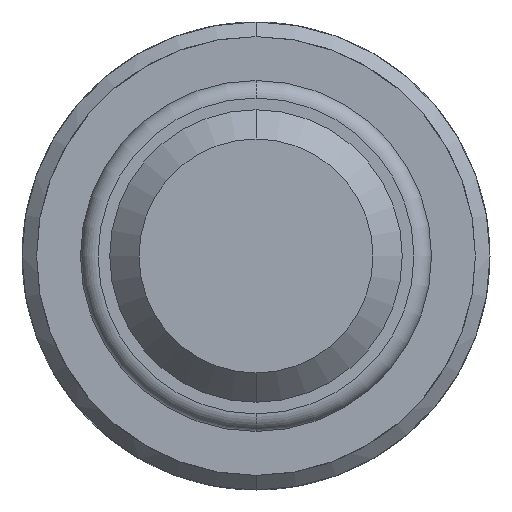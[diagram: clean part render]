
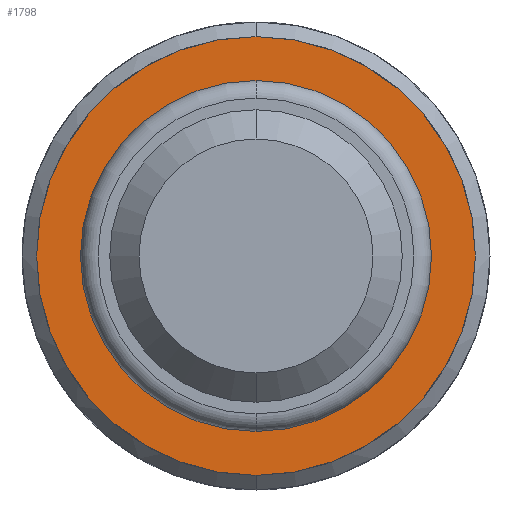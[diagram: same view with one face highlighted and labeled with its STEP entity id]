
A CAD part, front view. The second image highlights one B-rep face of the part: STEP entity #1798.
In plain terms, the highlighted planar face has unit normal (0, -1, 0).
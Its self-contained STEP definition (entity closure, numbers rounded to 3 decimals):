
#19 = DIRECTION ( 'NONE',  ( 0., -1., 0. ) ) ;
#159 = VERTEX_POINT ( 'NONE', #7146 ) ;
#270 = DIRECTION ( 'NONE',  ( 0., -1., 0. ) ) ;
#297 = CIRCLE ( 'NONE', #4179, 1.875 ) ;
#427 = ORIENTED_EDGE ( 'NONE', *, *, #4509, .T. ) ;
#619 = EDGE_LOOP ( 'NONE', ( #427, #6680 ) ) ;
#628 = CARTESIAN_POINT ( 'NONE',  ( 0., 20., 0. ) ) ;
#1025 = CARTESIAN_POINT ( 'NONE',  ( 0., 20., -1.5 ) ) ;
#1191 = CARTESIAN_POINT ( 'NONE',  ( 0., 20., 1.875 ) ) ;
#1392 = PLANE ( 'NONE',  #6781 ) ;
#1445 = ORIENTED_EDGE ( 'NONE', *, *, #3845, .F. ) ;
#1567 = VERTEX_POINT ( 'NONE', #1191 ) ;
#1605 = VERTEX_POINT ( 'NONE', #4056 ) ;
#1697 = CARTESIAN_POINT ( 'NONE',  ( 0., 20., 0. ) ) ;
#1795 = DIRECTION ( 'NONE',  ( 0., 0., -1. ) ) ;
#1798 = ADVANCED_FACE ( 'Defeature ausgef�hrt3_105', ( #5446, #3905 ), #1392, .T. ) ;
#1959 = CARTESIAN_POINT ( 'NONE',  ( 1.5, 20., 0. ) ) ;
#2296 = DIRECTION ( 'NONE',  ( 0., -1., 0. ) ) ;
#2485 = VERTEX_POINT ( 'NONE', #1025 ) ;
#2551 = ORIENTED_EDGE ( 'NONE', *, *, #4351, .F. ) ;
#3447 = CARTESIAN_POINT ( 'NONE',  ( 0., 20., 0. ) ) ;
#3683 = CIRCLE ( 'NONE', #5232, 1.875 ) ;
#3754 = AXIS2_PLACEMENT_3D ( 'NONE', #3447, #2296, #1795 ) ;
#3845 = EDGE_CURVE ( 'Defeature ausgef�hrt3_104+Defeature ausgef�hrt3_105+Defeature ausgef�hrt3_105+Defeature ausgef�hrt3_105', #2485, #1605, #6385, .T. ) ;
#3905 = FACE_BOUND ( 'NONE', #5374, .T. ) ;
#3921 = EDGE_CURVE ( 'Defeature ausgef�hrt3_105+Defeature ausgef�hrt3_106+Defeature ausgef�hrt3_106+Defeature ausgef�hrt3_106', #1567, #159, #3683, .T. ) ;
#4056 = CARTESIAN_POINT ( 'NONE',  ( 0., 20., 1.5 ) ) ;
#4179 = AXIS2_PLACEMENT_3D ( 'NONE', #6746, #19, #4461 ) ;
#4351 = EDGE_CURVE ( 'Defeature ausgef�hrt3_104+Defeature ausgef�hrt3_105+Defeature ausgef�hrt3_105+Defeature ausgef�hrt3_105', #1605, #2485, #6547, .T. ) ;
#4461 = DIRECTION ( 'NONE',  ( 0., 0., -1. ) ) ;
#4509 = EDGE_CURVE ( 'Defeature ausgef�hrt3_105+Defeature ausgef�hrt3_106+Defeature ausgef�hrt3_106+Defeature ausgef�hrt3_106', #159, #1567, #297, .T. ) ;
#4988 = DIRECTION ( 'NONE',  ( 0., -1., 0. ) ) ;
#5232 = AXIS2_PLACEMENT_3D ( 'NONE', #628, #6791, #6723 ) ;
#5234 = DIRECTION ( 'NONE',  ( 0., 0., -1. ) ) ;
#5282 = AXIS2_PLACEMENT_3D ( 'NONE', #1697, #4988, #6095 ) ;
#5374 = EDGE_LOOP ( 'NONE', ( #1445, #2551 ) ) ;
#5446 = FACE_OUTER_BOUND ( 'NONE', #619, .T. ) ;
#6095 = DIRECTION ( 'NONE',  ( 0., 0., -1. ) ) ;
#6385 = CIRCLE ( 'NONE', #3754, 1.5 ) ;
#6547 = CIRCLE ( 'NONE', #5282, 1.5 ) ;
#6680 = ORIENTED_EDGE ( 'NONE', *, *, #3921, .T. ) ;
#6723 = DIRECTION ( 'NONE',  ( 0., 0., -1. ) ) ;
#6746 = CARTESIAN_POINT ( 'NONE',  ( 0., 20., 0. ) ) ;
#6781 = AXIS2_PLACEMENT_3D ( 'NONE', #1959, #270, #5234 ) ;
#6791 = DIRECTION ( 'NONE',  ( 0., -1., 0. ) ) ;
#7146 = CARTESIAN_POINT ( 'NONE',  ( 0., 20., -1.875 ) ) ;
